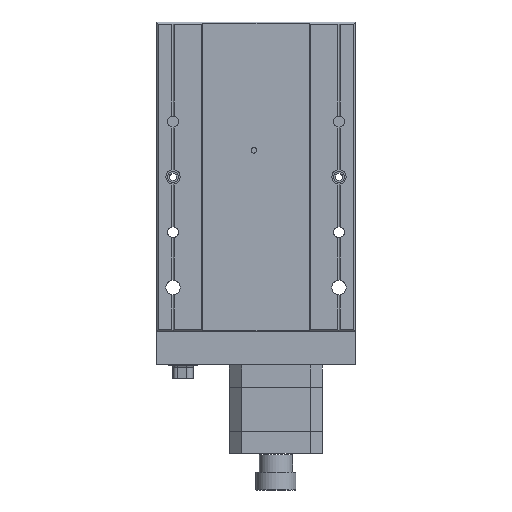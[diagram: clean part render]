
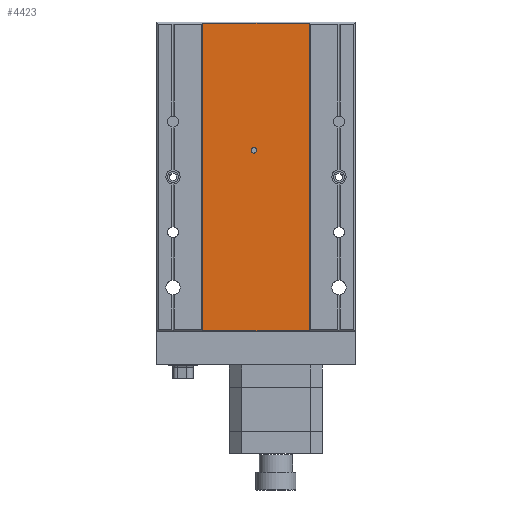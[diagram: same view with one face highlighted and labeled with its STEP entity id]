
A CAD part, front view. The second image highlights one B-rep face of the part: STEP entity #4423.
In plain terms, the highlighted planar face has unit normal (0, -1, 0).
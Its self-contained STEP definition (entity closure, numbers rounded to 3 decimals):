
#87 = EDGE_CURVE ( 'NONE', #18484, #7589, #11483, .T. ) ;
#286 = DIRECTION ( 'NONE',  ( 0., 1., 0. ) ) ;
#356 = VERTEX_POINT ( 'NONE', #9154 ) ;
#382 = ORIENTED_EDGE ( 'NONE', *, *, #18668, .F. ) ;
#621 = CARTESIAN_POINT ( 'NONE',  ( -88.156, -4.666, -69.5 ) ) ;
#968 = DIRECTION ( 'NONE',  ( 0., 0., -1. ) ) ;
#3526 = DIRECTION ( 'NONE',  ( 0., 0., 1. ) ) ;
#3678 = VECTOR ( 'NONE', #17533, 1000. ) ;
#3985 = AXIS2_PLACEMENT_3D ( 'NONE', #12585, #9664, #3526 ) ;
#4113 = VECTOR ( 'NONE', #968, 1000. ) ;
#4272 = DIRECTION ( 'NONE',  ( 0., 0., 1. ) ) ;
#4423 = ADVANCED_FACE ( 'NONE', ( #4676, #13177 ), #15493, .F. ) ;
#4676 = FACE_BOUND ( 'NONE', #9929, .T. ) ;
#4801 = CARTESIAN_POINT ( 'NONE',  ( -65.022, -4.666, 13.25 ) ) ;
#5590 = ORIENTED_EDGE ( 'NONE', *, *, #10890, .T. ) ;
#6016 = LINE ( 'NONE', #10055, #4113 ) ;
#6093 = CARTESIAN_POINT ( 'NONE',  ( -109.022, -4.666, 69.5 ) ) ;
#6534 = CARTESIAN_POINT ( 'NONE',  ( -39.888, -4.666, 69.5 ) ) ;
#7174 = CIRCLE ( 'NONE', #3985, 1.25 ) ;
#7545 = DIRECTION ( 'NONE',  ( -1., 0., 0. ) ) ;
#7589 = VERTEX_POINT ( 'NONE', #621 ) ;
#7848 = CARTESIAN_POINT ( 'NONE',  ( -65.022, -4.666, 12. ) ) ;
#8094 = DIRECTION ( 'NONE',  ( 0., 1., 0. ) ) ;
#8197 = EDGE_LOOP ( 'NONE', ( #14786, #5590, #382, #17744 ) ) ;
#9130 = CARTESIAN_POINT ( 'NONE',  ( -109.022, -4.666, -69.5 ) ) ;
#9154 = CARTESIAN_POINT ( 'NONE',  ( -65.022, -4.666, 10.75 ) ) ;
#9446 = DIRECTION ( 'NONE',  ( 0., 0., 1. ) ) ;
#9664 = DIRECTION ( 'NONE',  ( 0., 1., 0. ) ) ;
#9929 = EDGE_LOOP ( 'NONE', ( #13669, #13329 ) ) ;
#10055 = CARTESIAN_POINT ( 'NONE',  ( -39.888, -4.666, 70. ) ) ;
#10274 = EDGE_CURVE ( 'NONE', #356, #13530, #10994, .T. ) ;
#10351 = AXIS2_PLACEMENT_3D ( 'NONE', #10390, #8094, #4272 ) ;
#10390 = CARTESIAN_POINT ( 'NONE',  ( -88.156, -4.666, 70. ) ) ;
#10890 = EDGE_CURVE ( 'NONE', #7589, #17462, #12834, .T. ) ;
#10994 = CIRCLE ( 'NONE', #11215, 1.25 ) ;
#11215 = AXIS2_PLACEMENT_3D ( 'NONE', #7848, #286, #9446 ) ;
#11483 = LINE ( 'NONE', #16035, #3678 ) ;
#12585 = CARTESIAN_POINT ( 'NONE',  ( -65.022, -4.666, 12. ) ) ;
#12834 = LINE ( 'NONE', #9130, #15884 ) ;
#13177 = FACE_OUTER_BOUND ( 'NONE', #8197, .T. ) ;
#13329 = ORIENTED_EDGE ( 'NONE', *, *, #10274, .T. ) ;
#13530 = VERTEX_POINT ( 'NONE', #4801 ) ;
#13669 = ORIENTED_EDGE ( 'NONE', *, *, #16335, .T. ) ;
#13855 = CARTESIAN_POINT ( 'NONE',  ( -39.888, -4.666, -69.5 ) ) ;
#14106 = VERTEX_POINT ( 'NONE', #6534 ) ;
#14786 = ORIENTED_EDGE ( 'NONE', *, *, #87, .T. ) ;
#15022 = DIRECTION ( 'NONE',  ( 1., 0., 0. ) ) ;
#15493 = PLANE ( 'NONE',  #10351 ) ;
#15651 = CARTESIAN_POINT ( 'NONE',  ( -88.156, -4.666, 69.5 ) ) ;
#15884 = VECTOR ( 'NONE', #15022, 1000. ) ;
#16035 = CARTESIAN_POINT ( 'NONE',  ( -88.156, -4.666, 70. ) ) ;
#16335 = EDGE_CURVE ( 'NONE', #13530, #356, #7174, .T. ) ;
#17137 = LINE ( 'NONE', #6093, #18557 ) ;
#17462 = VERTEX_POINT ( 'NONE', #13855 ) ;
#17533 = DIRECTION ( 'NONE',  ( 0., 0., -1. ) ) ;
#17744 = ORIENTED_EDGE ( 'NONE', *, *, #17919, .T. ) ;
#17919 = EDGE_CURVE ( 'NONE', #14106, #18484, #17137, .T. ) ;
#18484 = VERTEX_POINT ( 'NONE', #15651 ) ;
#18557 = VECTOR ( 'NONE', #7545, 1000. ) ;
#18668 = EDGE_CURVE ( 'NONE', #14106, #17462, #6016, .T. ) ;
